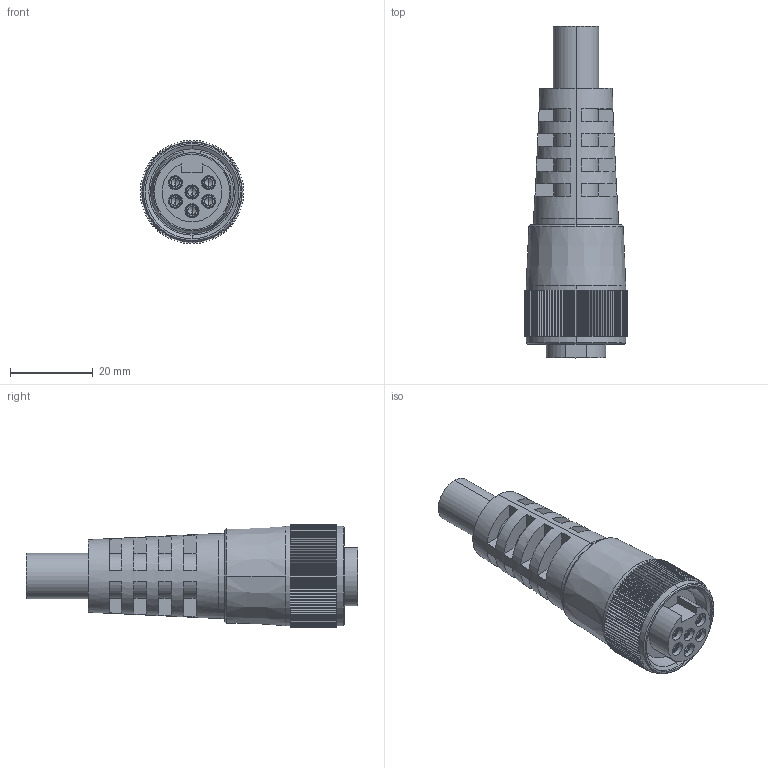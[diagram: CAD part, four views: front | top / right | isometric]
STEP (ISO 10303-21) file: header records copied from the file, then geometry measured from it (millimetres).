
FILE_DESCRIPTION((''),'2;1');
FILE_NAME('MK6-_M-20_ASM','2019-04-25T',('Administrator'),(''),'PRO/ENGINEER BY PARAMETRIC TECHNOLOGY CORPORATION, 2012480','PRO/ENGINEER BY PARAMETRIC TECHNOLOGY CORPORATION, 2012480','');
FILE_SCHEMA(('CONFIG_CONTROL_DESIGN'));
Length unit declared in the file: millimetre
Products named in the file (1): MK6-_M-20_ASM
Bounding box: 24.99 x 80 x 24.99 mm (x, y, z)
Volume: 20639.9 mm3; surface area: 13382.7 mm2
Topology: 1 solids, 13 shells, 694 faces, 1824 edges, 1198 vertices
Faces by surface type: plane 381, cylinder 264, cone 47, torus 2
Entity records: 21567 total; most frequent: DIRECTION 3830, CARTESIAN_POINT 3815, ORIENTED_EDGE 3624, EDGE_CURVE 1812, AXIS2_PLACEMENT_3D 1360, VERTEX_POINT 1198, VECTOR 1110, LINE 1110
